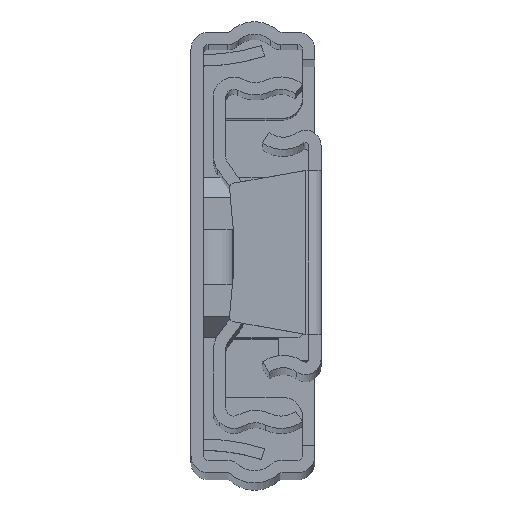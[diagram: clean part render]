
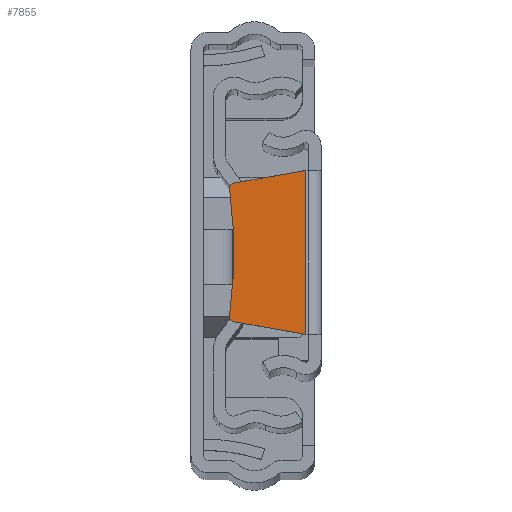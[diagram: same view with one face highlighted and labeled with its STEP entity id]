
A CAD part, top view. The second image highlights one B-rep face of the part: STEP entity #7855.
In plain terms, the highlighted planar face has unit normal (0, 0, 1).
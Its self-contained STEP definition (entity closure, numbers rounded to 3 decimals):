
#481=PLANE('',#8539);
#832=FACE_OUTER_BOUND('',#1295,.T.);
#1295=EDGE_LOOP('',(#6718,#6719,#6720,#6721,#6722,#6723));
#1958=LINE('',#12919,#2679);
#1962=LINE('',#12928,#2683);
#1965=LINE('',#12940,#2686);
#2679=VECTOR('',#10422,7.131);
#2683=VECTOR('',#10428,7.131);
#2686=VECTOR('',#10445,16.);
#3133=CIRCLE('',#8530,0.5);
#3135=CIRCLE('',#8535,0.5);
#3137=CIRCLE('',#8538,44.84);
#3797=VERTEX_POINT('',#12910);
#3798=VERTEX_POINT('',#12912);
#3800=VERTEX_POINT('',#12918);
#3803=VERTEX_POINT('',#12925);
#3804=VERTEX_POINT('',#12927);
#3806=VERTEX_POINT('',#12933);
#4821=EDGE_CURVE('',#3798,#3797,#3133,.T.);
#4824=EDGE_CURVE('',#3800,#3798,#1958,.T.);
#4828=EDGE_CURVE('',#3804,#3803,#1962,.T.);
#4831=EDGE_CURVE('',#3806,#3804,#3135,.T.);
#4834=EDGE_CURVE('',#3797,#3806,#3137,.T.);
#4835=EDGE_CURVE('',#3803,#3800,#1965,.T.);
#6718=ORIENTED_EDGE('',*,*,#4824,.T.);
#6719=ORIENTED_EDGE('',*,*,#4821,.T.);
#6720=ORIENTED_EDGE('',*,*,#4834,.T.);
#6721=ORIENTED_EDGE('',*,*,#4831,.T.);
#6722=ORIENTED_EDGE('',*,*,#4828,.T.);
#6723=ORIENTED_EDGE('',*,*,#4835,.T.);
#7855=ADVANCED_FACE('',(#832),#481,.T.);
#8530=AXIS2_PLACEMENT_3D('',#12913,#10416,#10417);
#8535=AXIS2_PLACEMENT_3D('',#12934,#10434,#10435);
#8538=AXIS2_PLACEMENT_3D('',#12938,#10441,#10442);
#8539=AXIS2_PLACEMENT_3D('',#12939,#10443,#10444);
#10416=DIRECTION('center_axis',(0.,0.,1.));
#10417=DIRECTION('ref_axis',(0.174,-0.985,0.));
#10422=DIRECTION('',(-0.985,-0.174,0.));
#10428=DIRECTION('',(0.985,-0.174,0.));
#10434=DIRECTION('center_axis',(0.,0.,1.));
#10435=DIRECTION('ref_axis',(0.99,-0.138,0.));
#10441=DIRECTION('center_axis',(0.,0.,-1.));
#10442=DIRECTION('ref_axis',(0.99,-0.138,0.));
#10443=DIRECTION('center_axis',(0.,0.,1.));
#10444=DIRECTION('ref_axis',(1.,0.,0.));
#10445=DIRECTION('',(0.,1.,0.));
#12910=CARTESIAN_POINT('',(-4.631,6.2,387.5));
#12912=CARTESIAN_POINT('',(-4.222,6.762,387.5));
#12913=CARTESIAN_POINT('Origin',(-4.136,6.269,387.5));
#12918=CARTESIAN_POINT('',(2.8,8.,387.5));
#12919=CARTESIAN_POINT('',(-1.521,7.238,387.5));
#12925=CARTESIAN_POINT('',(2.8,-8.,387.5));
#12927=CARTESIAN_POINT('',(-4.222,-6.762,387.5));
#12928=CARTESIAN_POINT('',(-5.032,-6.619,387.5));
#12933=CARTESIAN_POINT('',(-4.631,-6.2,387.5));
#12934=CARTESIAN_POINT('Origin',(-4.136,-6.269,387.5));
#12938=CARTESIAN_POINT('Origin',(-49.04,0.,
387.5));
#12939=CARTESIAN_POINT('Origin',(-4.7,0.,387.5));
#12940=CARTESIAN_POINT('',(2.8,0.,387.5));
